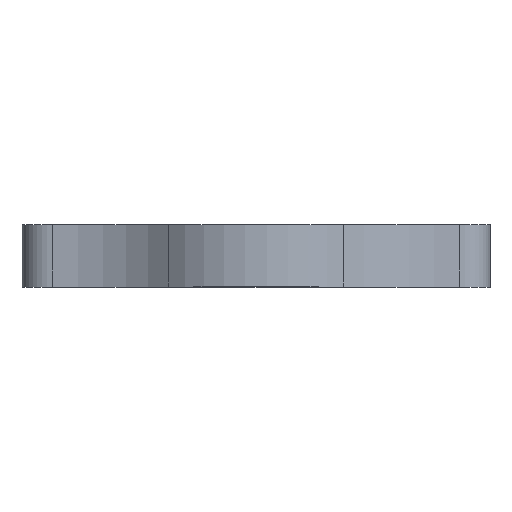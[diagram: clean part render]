
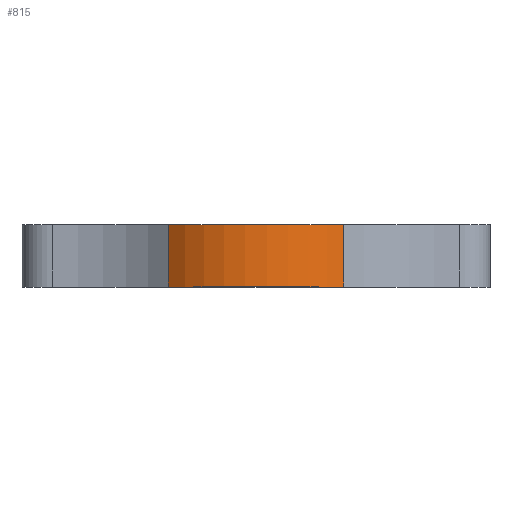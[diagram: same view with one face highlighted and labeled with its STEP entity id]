
A CAD part, top view. The second image highlights one B-rep face of the part: STEP entity #815.
In plain terms, the highlighted cylindrical face has radius 12.6 mm (diameter 25.2 mm), a partial arc.
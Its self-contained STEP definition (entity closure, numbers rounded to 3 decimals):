
#53 = VERTEX_POINT ( 'NONE', #498 ) ;
#76 = CARTESIAN_POINT ( 'NONE',  ( -8.431, 0., 9.364 ) ) ;
#98 = CIRCLE ( 'NONE', #689, 12.6 ) ;
#224 = CARTESIAN_POINT ( 'NONE',  ( 8.431, 0., 9.364 ) ) ;
#265 = CARTESIAN_POINT ( 'NONE',  ( 0., 6., 0. ) ) ;
#317 = VERTEX_POINT ( 'NONE', #721 ) ;
#332 = ORIENTED_EDGE ( 'NONE', *, *, #1011, .T. ) ;
#358 = DIRECTION ( 'NONE',  ( 0., 0., 1. ) ) ;
#359 = VERTEX_POINT ( 'NONE', #76 ) ;
#374 = ORIENTED_EDGE ( 'NONE', *, *, #752, .T. ) ;
#385 = VECTOR ( 'NONE', #762, 1000. ) ;
#389 = CIRCLE ( 'NONE', #1001, 12.6 ) ;
#424 = EDGE_CURVE ( 'NONE', #359, #675, #389, .T. ) ;
#459 = CARTESIAN_POINT ( 'NONE',  ( 0., 0., 0. ) ) ;
#498 = CARTESIAN_POINT ( 'NONE',  ( 8.431, 6., 9.364 ) ) ;
#506 = LINE ( 'NONE', #832, #385 ) ;
#541 = EDGE_CURVE ( 'NONE', #317, #53, #98, .T. ) ;
#613 = ORIENTED_EDGE ( 'NONE', *, *, #541, .F. ) ;
#644 = LINE ( 'NONE', #804, #717 ) ;
#647 = DIRECTION ( 'NONE',  ( 0., -1., 0. ) ) ;
#669 = DIRECTION ( 'NONE',  ( 0., 1., 0. ) ) ;
#675 = VERTEX_POINT ( 'NONE', #224 ) ;
#681 = EDGE_LOOP ( 'NONE', ( #613, #374, #1016, #332 ) ) ;
#689 = AXIS2_PLACEMENT_3D ( 'NONE', #946, #759, #1004 ) ;
#717 = VECTOR ( 'NONE', #647, 1000. ) ;
#721 = CARTESIAN_POINT ( 'NONE',  ( -8.431, 6., 9.364 ) ) ;
#726 = DIRECTION ( 'NONE',  ( 0., -1., 0. ) ) ;
#735 = AXIS2_PLACEMENT_3D ( 'NONE', #265, #726, #817 ) ;
#752 = EDGE_CURVE ( 'NONE', #317, #359, #644, .T. ) ;
#759 = DIRECTION ( 'NONE',  ( 0., 1., 0. ) ) ;
#762 = DIRECTION ( 'NONE',  ( 0., 1., 0. ) ) ;
#804 = CARTESIAN_POINT ( 'NONE',  ( -8.431, 6., 9.364 ) ) ;
#815 = ADVANCED_FACE ( 'NONE', ( #995 ), #900, .T. ) ;
#817 = DIRECTION ( 'NONE',  ( 0., 0., -1. ) ) ;
#832 = CARTESIAN_POINT ( 'NONE',  ( 8.431, 6., 9.364 ) ) ;
#900 = CYLINDRICAL_SURFACE ( 'NONE', #735, 12.6 ) ;
#946 = CARTESIAN_POINT ( 'NONE',  ( 0., 6., 0. ) ) ;
#995 = FACE_OUTER_BOUND ( 'NONE', #681, .T. ) ;
#1001 = AXIS2_PLACEMENT_3D ( 'NONE', #459, #669, #358 ) ;
#1004 = DIRECTION ( 'NONE',  ( 0., 0., 1. ) ) ;
#1011 = EDGE_CURVE ( 'NONE', #675, #53, #506, .T. ) ;
#1016 = ORIENTED_EDGE ( 'NONE', *, *, #424, .T. ) ;
